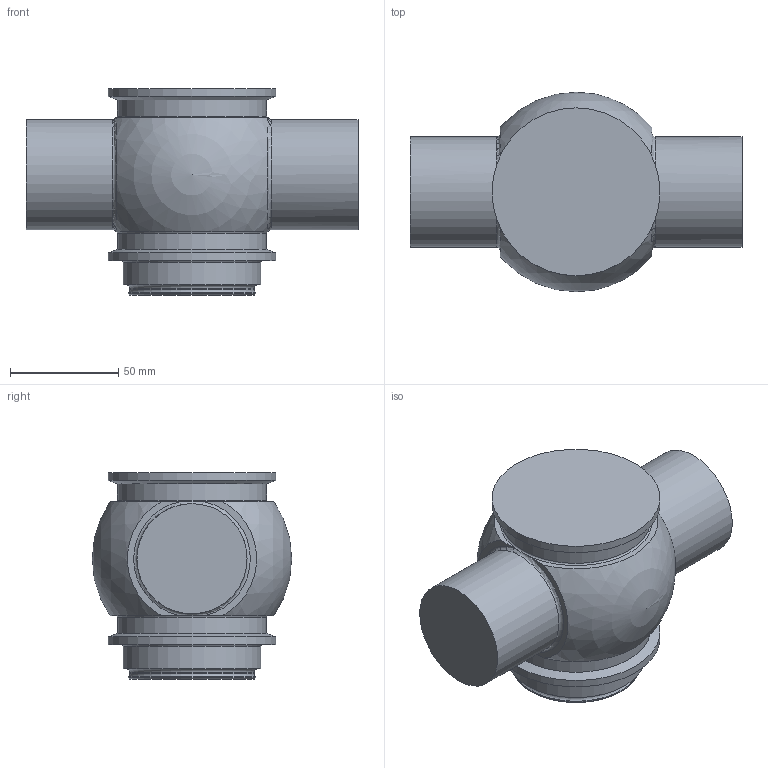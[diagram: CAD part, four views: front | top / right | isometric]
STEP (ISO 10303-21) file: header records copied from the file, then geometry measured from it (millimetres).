
FILE_DESCRIPTION(/* description */ (''),/* implementation_level */ '2;1');
FILE_NAME(/* name */ '102457.stp',/* time_stamp */ '2021-03-24T10:11:17-05:00',/* author */ ('FA67NH'),/* organization */ (''),/* preprocessor_version */ 'ST-DEVELOPER v18.1',/* originating_system */ 'Autodesk Inventor 2020',/* authorisation */ '');
FILE_SCHEMA (('AUTOMOTIVE_DESIGN { 1 0 10303 214 3 1 1 }'));
Length unit declared in the file: inch
Products named in the file (1): 102457
Bounding box: 153.16 x 92.05 x 95.45 mm (x, y, z)
Volume: 605230.5 mm3; surface area: 48640 mm2
Topology: 1 solids, 1 shells, 33 faces, 105 edges, 76 vertices
Faces by surface type: plane 12, cylinder 9, torus 7, cone 3, sphere 2
Full cylindrical faces by diameter (mm): 50.8 x2, 57.277 x1, 58.75 x1, 63.398 x1, 68.783 x2, 77.47 x2
Entity records: 1303 total; most frequent: CARTESIAN_POINT 249, DIRECTION 246, ORIENTED_EDGE 206, AXIS2_PLACEMENT_3D 113, EDGE_CURVE 103, CIRCLE 79, VERTEX_POINT 76, EDGE_LOOP 37
